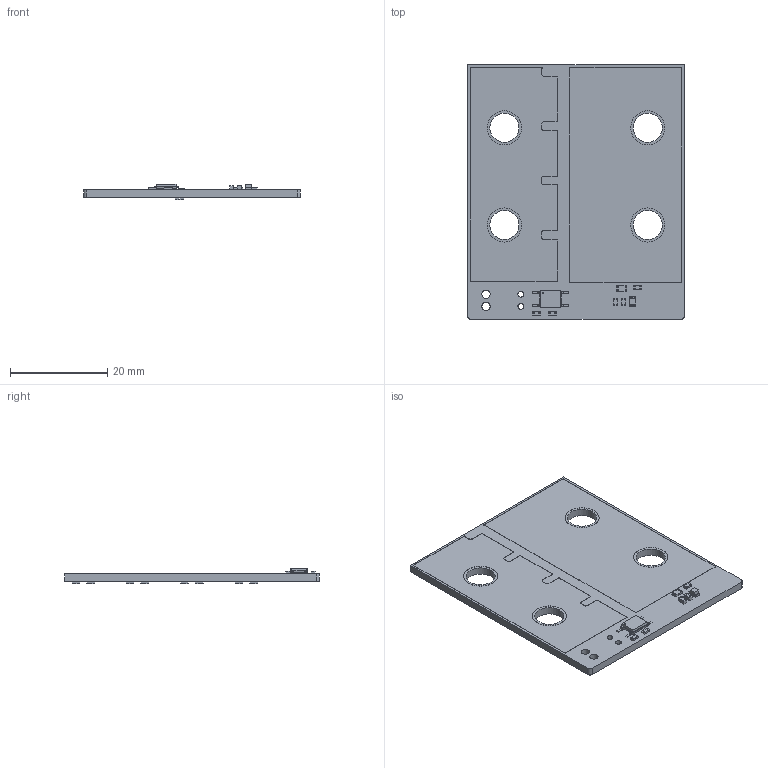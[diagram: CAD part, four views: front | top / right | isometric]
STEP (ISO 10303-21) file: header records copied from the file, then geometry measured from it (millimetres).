
FILE_DESCRIPTION(('KiCad electronic assembly'),'2;1');
FILE_NAME('HIghSidePowerFET.step','2025-10-21T15:07:20',('Pcbnew'),( 'Kicad'),'Open CASCADE STEP processor 7.7','KiCad to STEP converter' ,'Unknown');
FILE_SCHEMA(('AUTOMOTIVE_DESIGN { 1 0 10303 214 1 1 1 1 }'));
Length unit declared in the file: millimetre
Products named in the file (17): HIghSidePowerFET 1; R_0603_1608Metric; R_0805_2012Metric; LED_0805_2012Metric; C_0603_1608Metric; SO-4_4.4x3.6mm_P2.54mm; SO_4_44x36mm_P254mm; _autosave-HIghSidePowerFET_zone_1; _autosave-HIghSidePowerFET_zone_2; _autosave-HIghSidePowerFET_zone_3; _autosave-HIghSidePowerFET_zone_4; _autosave-HIghSidePowerFET_zone_5; _autosave-HIghSidePowerFET_PCB
Assembly tree (27 placements, depth 3):
  HIghSidePowerFET 1
    R_0603_1608Metric  x11
      R_0603_1608Metric
    R_0805_2012Metric
      R_0805_2012Metric
    LED_0805_2012Metric
      LED_0805_2012Metric
    C_0603_1608Metric  x2
      C_0603_1608Metric
    SO-4_4.4x3.6mm_P2.54mm
      SO_4_44x36mm_P254mm
    _autosave-HIghSidePowerFET_zone_1
    _autosave-HIghSidePowerFET_zone_2
    _autosave-HIghSidePowerFET_zone_3
    _autosave-HIghSidePowerFET_zone_4
    _autosave-HIghSidePowerFET_zone_5
    _autosave-HIghSidePowerFET_PCB
Bounding box: 44.62 x 52.43 x 3.25 mm (x, y, z)
Volume: 3693.8 mm3; surface area: 11798.4 mm2
Topology: 22 solids, 22 shells, 1906 faces, 5472 edges, 3616 vertices
Faces by surface type: plane 1722, cylinder 156, bspline 28
Full cylindrical faces by diameter (mm): 0.2 x1, 1.15 x1, 1.2 x2, 1.7 x2, 6 x4
Entity records: 54472 total; most frequent: CARTESIAN_POINT 9610, ORIENTED_EDGE 9440, DIRECTION 8052, EDGE_CURVE 4720, LINE 4560, VECTOR 4560, VERTEX_POINT 3128, AXIS2_PLACEMENT_3D 1746
